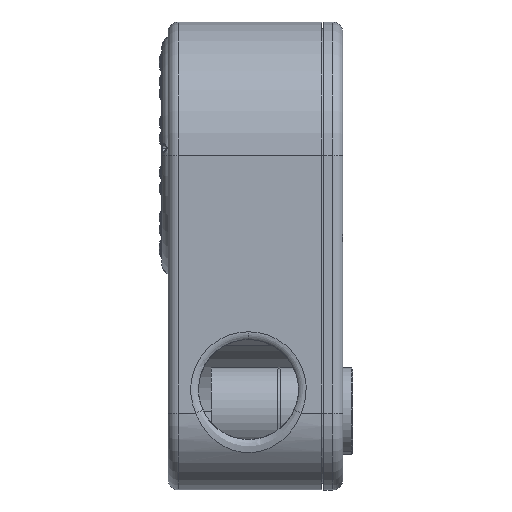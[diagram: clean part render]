
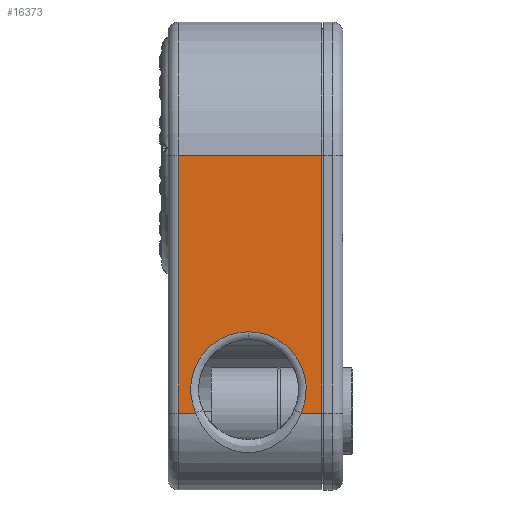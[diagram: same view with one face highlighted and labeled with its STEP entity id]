
A CAD part, left-side view. The second image highlights one B-rep face of the part: STEP entity #16373.
In plain terms, the highlighted planar face has unit normal (-1, 0, 0).
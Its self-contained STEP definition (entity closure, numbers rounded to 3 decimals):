
#286 = VERTEX_POINT ( 'NONE', #5541 ) ;
#384 = VERTEX_POINT ( 'NONE', #17190 ) ;
#633 = DIRECTION ( 'NONE',  ( 0., 0., 1. ) ) ;
#1240 = DIRECTION ( 'NONE',  ( 1., 0., 0. ) ) ;
#1641 = ORIENTED_EDGE ( 'NONE', *, *, #8958, .T. ) ;
#1723 = CARTESIAN_POINT ( 'NONE',  ( -35.222, 73.6, -2.763 ) ) ;
#2284 = LINE ( 'NONE', #6337, #17610 ) ;
#2629 = VERTEX_POINT ( 'NONE', #17238 ) ;
#3857 = CARTESIAN_POINT ( 'NONE',  ( -35.222, 0.018, -2.763 ) ) ;
#4122 = DIRECTION ( 'NONE',  ( 0., 0., 1. ) ) ;
#4419 = DIRECTION ( 'NONE',  ( 0., 1., 0. ) ) ;
#4987 = VECTOR ( 'NONE', #16937, 1000. ) ;
#5225 = EDGE_LOOP ( 'NONE', ( #8630, #9679, #12794, #15782, #13885, #1641, #17161 ) ) ;
#5377 = CARTESIAN_POINT ( 'NONE',  ( -35.222, 0.018, -43.762 ) ) ;
#5541 = CARTESIAN_POINT ( 'NONE',  ( -35.222, 50.371, -22.763 ) ) ;
#5753 = AXIS2_PLACEMENT_3D ( 'NONE', #10885, #1240, #18156 ) ;
#5876 = LINE ( 'NONE', #5377, #4987 ) ;
#5967 = DIRECTION ( 'NONE',  ( -1., 0., 0. ) ) ;
#6255 = DIRECTION ( 'NONE',  ( 0., -1., 0. ) ) ;
#6337 = CARTESIAN_POINT ( 'NONE',  ( -35.222, 73.6, -278.877 ) ) ;
#6742 = VECTOR ( 'NONE', #633, 1000. ) ;
#7293 = CARTESIAN_POINT ( 'NONE',  ( -35.222, 73.6, -37.828 ) ) ;
#7464 = VERTEX_POINT ( 'NONE', #7293 ) ;
#7580 = LINE ( 'NONE', #1723, #7994 ) ;
#7937 = EDGE_CURVE ( 'NONE', #2629, #17606, #5876, .T. ) ;
#7994 = VECTOR ( 'NONE', #4419, 1000. ) ;
#8130 = EDGE_CURVE ( 'NONE', #2629, #15030, #12952, .T. ) ;
#8501 = DIRECTION ( 'NONE',  ( 0., -1., 0. ) ) ;
#8630 = ORIENTED_EDGE ( 'NONE', *, *, #11483, .F. ) ;
#8656 = CIRCLE ( 'NONE', #8864, 16.5 ) ;
#8864 = AXIS2_PLACEMENT_3D ( 'NONE', #17508, #14655, #6255 ) ;
#8958 = EDGE_CURVE ( 'NONE', #384, #286, #8656, .T. ) ;
#9035 = VERTEX_POINT ( 'NONE', #14595 ) ;
#9599 = EDGE_CURVE ( 'NONE', #384, #9035, #2284, .T. ) ;
#9679 = ORIENTED_EDGE ( 'NONE', *, *, #7937, .F. ) ;
#10274 = FACE_OUTER_BOUND ( 'NONE', #5225, .T. ) ;
#10885 = CARTESIAN_POINT ( 'NONE',  ( -35.222, 66.871, -22.763 ) ) ;
#11050 = LINE ( 'NONE', #16972, #14430 ) ;
#11483 = EDGE_CURVE ( 'NONE', #17606, #7464, #11050, .T. ) ;
#11921 = CARTESIAN_POINT ( 'NONE',  ( -35.222, 0.018, -278.877 ) ) ;
#12196 = DIRECTION ( 'NONE',  ( 0., 0., 1. ) ) ;
#12794 = ORIENTED_EDGE ( 'NONE', *, *, #8130, .T. ) ;
#12952 = LINE ( 'NONE', #11921, #6742 ) ;
#13393 = AXIS2_PLACEMENT_3D ( 'NONE', #15876, #5967, #8501 ) ;
#13885 = ORIENTED_EDGE ( 'NONE', *, *, #9599, .F. ) ;
#14316 = PLANE ( 'NONE',  #13393 ) ;
#14430 = VECTOR ( 'NONE', #4122, 1000. ) ;
#14570 = CIRCLE ( 'NONE', #5753, 16.5 ) ;
#14595 = CARTESIAN_POINT ( 'NONE',  ( -35.222, 73.6, -2.763 ) ) ;
#14655 = DIRECTION ( 'NONE',  ( 1., 0., 0. ) ) ;
#15030 = VERTEX_POINT ( 'NONE', #3857 ) ;
#15051 = EDGE_CURVE ( 'NONE', #286, #7464, #14570, .T. ) ;
#15782 = ORIENTED_EDGE ( 'NONE', *, *, #17897, .T. ) ;
#15876 = CARTESIAN_POINT ( 'NONE',  ( -35.222, 73.6, -278.877 ) ) ;
#16373 = ADVANCED_FACE ( 'NONE', ( #10274 ), #14316, .T. ) ;
#16597 = CARTESIAN_POINT ( 'NONE',  ( -35.222, 73.6, -43.762 ) ) ;
#16937 = DIRECTION ( 'NONE',  ( 0., 1., 0. ) ) ;
#16972 = CARTESIAN_POINT ( 'NONE',  ( -35.222, 73.6, -278.877 ) ) ;
#17161 = ORIENTED_EDGE ( 'NONE', *, *, #15051, .T. ) ;
#17190 = CARTESIAN_POINT ( 'NONE',  ( -35.222, 73.6, -7.697 ) ) ;
#17238 = CARTESIAN_POINT ( 'NONE',  ( -35.222, 0.018, -43.762 ) ) ;
#17508 = CARTESIAN_POINT ( 'NONE',  ( -35.222, 66.871, -22.763 ) ) ;
#17606 = VERTEX_POINT ( 'NONE', #16597 ) ;
#17610 = VECTOR ( 'NONE', #12196, 1000. ) ;
#17897 = EDGE_CURVE ( 'NONE', #15030, #9035, #7580, .T. ) ;
#18156 = DIRECTION ( 'NONE',  ( 0., -1., 0. ) ) ;
